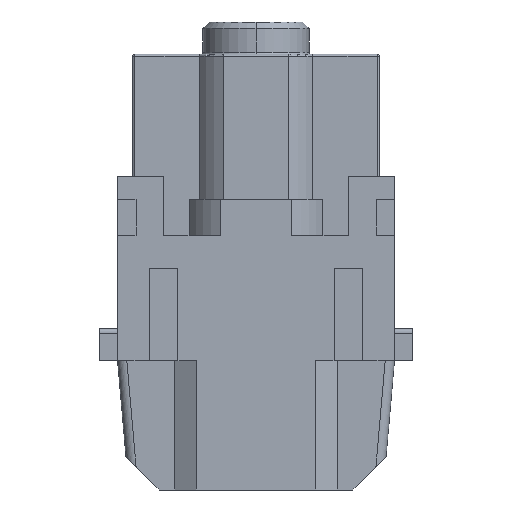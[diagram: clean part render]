
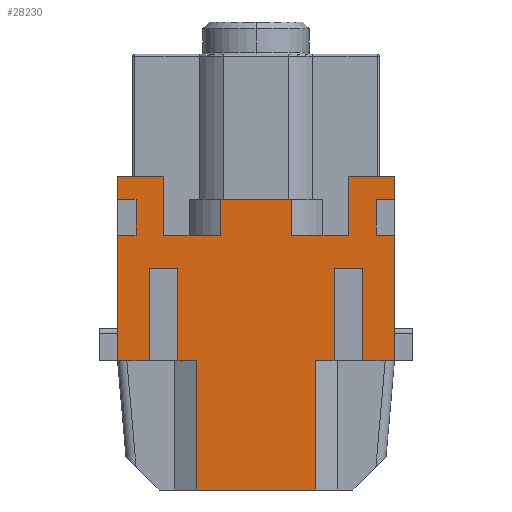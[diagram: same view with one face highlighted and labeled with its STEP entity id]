
A CAD part, left-side view. The second image highlights one B-rep face of the part: STEP entity #28230.
In plain terms, the highlighted planar face has unit normal (-1, 0, 0).
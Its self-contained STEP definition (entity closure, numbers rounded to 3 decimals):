
#3730=CARTESIAN_POINT('',(74.007,76.955,28.15));
#3740=VERTEX_POINT('',#3730);
#3770=CARTESIAN_POINT('',(74.007,76.955,0.));
#3780=DIRECTION('',(0.,0.,-1.));
#3790=VECTOR('',#3780,1.);
#3800=LINE('',#3770,#3790);
#3810=CARTESIAN_POINT('',(74.007,76.955,34.55));
#3820=VERTEX_POINT('',#3810);
#3830=EDGE_CURVE('',#3820,#3740,#3800,.T.);
#4650=CARTESIAN_POINT('',(74.007,73.42,14.55));
#4660=VERTEX_POINT('',#4650);
#4920=CARTESIAN_POINT('',(74.007,81.955,14.55));
#4930=VERTEX_POINT('',#4920);
#4960=CARTESIAN_POINT('',(74.007,0.,14.55));
#4970=DIRECTION('',(0.,1.,0.));
#4980=VECTOR('',#4970,1.);
#4990=LINE('',#4960,#4980);
#5000=CARTESIAN_POINT('',(74.007,78.505,14.55));
#5010=VERTEX_POINT('',#5000);
#5020=EDGE_CURVE('',#5010,#4930,#4990,.T.);
#5240=CARTESIAN_POINT('',(74.007,75.405,14.55));
#5250=VERTEX_POINT('',#5240);
#5280=CARTESIAN_POINT('',(74.007,0.,14.55));
#5290=DIRECTION('',(0.,1.,0.));
#5300=VECTOR('',#5290,1.);
#5310=LINE('',#5280,#5300);
#5320=EDGE_CURVE('',#4660,#5250,#5310,.T.);
#24110=CARTESIAN_POINT('',(74.007,73.42,0.55)
);
#24120=VERTEX_POINT('',#24110);
#24240=CARTESIAN_POINT('',(74.007,73.42,0.));
#24250=DIRECTION('',(0.,0.,1.));
#24260=VECTOR('',#24250,1.);
#24270=LINE('',#24240,#24260);
#24280=EDGE_CURVE('',#24120,#4660,#24270,.T.);
#25940=CARTESIAN_POINT('',(74.007,51.955,0.));
#25950=DIRECTION('',(-1.,0.,0.));
#25960=DIRECTION('',(0.,1.,0.));
#25970=AXIS2_PLACEMENT_3D('',#25940,#25950,#25960);
#25980=PLANE('',#25970);
#25990=CARTESIAN_POINT('',(74.007,0.,0.55));
#26000=DIRECTION('',(0.,1.,0.));
#26010=VECTOR('',#26000,1.);
#26020=LINE('',#25990,#26010);
#26030=CARTESIAN_POINT('',(74.007,60.489,0.55)
);
#26040=VERTEX_POINT('',#26030);
#26050=EDGE_CURVE('',#26040,#24120,#26020,.T.);
#26060=ORIENTED_EDGE('',*,*,#26050,.F.);
#26070=ORIENTED_EDGE('',*,*,#24280,.F.);
#26080=ORIENTED_EDGE('',*,*,#5320,.F.);
#26090=CARTESIAN_POINT('',(74.007,75.405,18.05));
#26100=DIRECTION('',(0.,0.,1.));
#26110=VECTOR('',#26100,1.);
#26120=LINE('',#26090,#26110);
#26130=CARTESIAN_POINT('',(74.007,75.405,24.55));
#26140=VERTEX_POINT('',#26130);
#26150=EDGE_CURVE('',#5250,#26140,#26120,.T.);
#26160=ORIENTED_EDGE('',*,*,#26150,.F.);
#26170=CARTESIAN_POINT('',(74.007,0.,24.55));
#26180=DIRECTION('',(0.,-1.,-0.));
#26190=VECTOR('',#26180,1.);
#26200=LINE('',#26170,#26190);
#26210=CARTESIAN_POINT('',(74.007,78.505,24.55));
#26220=VERTEX_POINT('',#26210);
#26230=EDGE_CURVE('',#26220,#26140,#26200,.T.);
#26240=ORIENTED_EDGE('',*,*,#26230,.T.);
#26250=CARTESIAN_POINT('',(74.007,78.505,24.55));
#26260=DIRECTION('',(0.,0.,-1.));
#26270=VECTOR('',#26260,1.);
#26280=LINE('',#26250,#26270);
#26290=EDGE_CURVE('',#26220,#5010,#26280,.T.);
#26300=ORIENTED_EDGE('',*,*,#26290,.F.);
#26310=ORIENTED_EDGE('',*,*,#5020,.F.);
#26320=CARTESIAN_POINT('',(74.007,81.955,0.));
#26330=DIRECTION('',(0.,0.,-1.));
#26340=VECTOR('',#26330,1.);
#26350=LINE('',#26320,#26340);
#26360=CARTESIAN_POINT('',(74.007,81.955,28.15));
#26370=VERTEX_POINT('',#26360);
#26380=EDGE_CURVE('',#26370,#4930,#26350,.T.);
#26390=ORIENTED_EDGE('',*,*,#26380,.T.);
#26400=CARTESIAN_POINT('',(74.007,0.,28.15));
#26410=DIRECTION('',(0.,1.,0.));
#26420=VECTOR('',#26410,1.);
#26430=LINE('',#26400,#26420);
#26440=CARTESIAN_POINT('',(74.007,79.955,28.15));
#26450=VERTEX_POINT('',#26440);
#26460=EDGE_CURVE('',#26450,#26370,#26430,.T.);
#26470=ORIENTED_EDGE('',*,*,#26460,.T.);
#26480=CARTESIAN_POINT('',(74.007,79.955,0.));
#26490=DIRECTION('',(0.,0.,1.));
#26500=VECTOR('',#26490,1.);
#26510=LINE('',#26480,#26500);
#26520=CARTESIAN_POINT('',(74.007,79.955,32.05));
#26530=VERTEX_POINT('',#26520);
#26540=EDGE_CURVE('',#26450,#26530,#26510,.T.);
#26550=ORIENTED_EDGE('',*,*,#26540,.F.);
#26560=CARTESIAN_POINT('',(74.007,0.,32.05));
#26570=DIRECTION('',(0.,-1.,0.));
#26580=VECTOR('',#26570,1.);
#26590=LINE('',#26560,#26580);
#26600=CARTESIAN_POINT('',(74.007,81.955,32.05));
#26610=VERTEX_POINT('',#26600);
#26620=EDGE_CURVE('',#26610,#26530,#26590,.T.);
#26630=ORIENTED_EDGE('',*,*,#26620,.T.);
#26640=CARTESIAN_POINT('',(74.007,81.955,0.));
#26650=DIRECTION('',(0.,0.,-1.));
#26660=VECTOR('',#26650,1.);
#26670=LINE('',#26640,#26660);
#26680=CARTESIAN_POINT('',(74.007,81.955,34.55));
#26690=VERTEX_POINT('',#26680);
#26700=EDGE_CURVE('',#26690,#26610,#26670,.T.);
#26710=ORIENTED_EDGE('',*,*,#26700,.T.);
#26720=CARTESIAN_POINT('',(74.007,0.,34.55));
#26730=DIRECTION('',(0.,1.,0.));
#26740=VECTOR('',#26730,1.);
#26750=LINE('',#26720,#26740);
#26760=EDGE_CURVE('',#3820,#26690,#26750,.T.);
#26770=ORIENTED_EDGE('',*,*,#26760,.T.);
#26780=ORIENTED_EDGE('',*,*,#3830,.F.);
#26790=CARTESIAN_POINT('',(74.007,0.,28.15));
#26800=DIRECTION('',(0.,1.,0.));
#26810=VECTOR('',#26800,1.);
#26820=LINE('',#26790,#26810);
#26830=CARTESIAN_POINT('',(74.007,70.81,28.15))
;
#26840=VERTEX_POINT('',#26830);
#26850=EDGE_CURVE('',#26840,#3740,#26820,.T.);
#26860=ORIENTED_EDGE('',*,*,#26850,.T.);
#26870=CARTESIAN_POINT('',(74.007,70.81,28.15))
;
#26880=DIRECTION('',(0.,0.,-1.));
#26890=VECTOR('',#26880,1.);
#26900=LINE('',#26870,#26890);
#26910=CARTESIAN_POINT('',(74.007,70.81,32.05));
#26920=VERTEX_POINT('',#26910);
#26930=EDGE_CURVE('',#26920,#26840,#26900,.T.);
#26940=ORIENTED_EDGE('',*,*,#26930,.T.);
#26950=CARTESIAN_POINT('',(74.007,0.,32.05));
#26960=DIRECTION('',(0.,-1.,0.));
#26970=VECTOR('',#26960,1.);
#26980=LINE('',#26950,#26970);
#26990=CARTESIAN_POINT('',(74.007,63.099,32.05));
#27000=VERTEX_POINT('',#26990);
#27010=EDGE_CURVE('',#26920,#27000,#26980,.T.);
#27020=ORIENTED_EDGE('',*,*,#27010,.F.);
#27030=CARTESIAN_POINT('',(74.007,63.099,28.15))
;
#27040=DIRECTION('',(0.,0.,-1.));
#27050=VECTOR('',#27040,1.);
#27060=LINE('',#27030,#27050);
#27070=CARTESIAN_POINT('',(74.007,63.099,28.15))
;
#27080=VERTEX_POINT('',#27070);
#27090=EDGE_CURVE('',#27000,#27080,#27060,.T.);
#27100=ORIENTED_EDGE('',*,*,#27090,.F.);
#27110=CARTESIAN_POINT('',(74.007,0.,28.15));
#27120=DIRECTION('',(0.,1.,0.));
#27130=VECTOR('',#27120,1.);
#27140=LINE('',#27110,#27130);
#27150=CARTESIAN_POINT('',(74.007,56.955,28.15));
#27160=VERTEX_POINT('',#27150);
#27170=EDGE_CURVE('',#27160,#27080,#27140,.T.);
#27180=ORIENTED_EDGE('',*,*,#27170,.T.);
#27190=CARTESIAN_POINT('',(74.007,56.955,0.));
#27200=DIRECTION('',(0.,0.,1.));
#27210=VECTOR('',#27200,1.);
#27220=LINE('',#27190,#27210);
#27230=CARTESIAN_POINT('',(74.007,56.955,34.55));
#27240=VERTEX_POINT('',#27230);
#27250=EDGE_CURVE('',#27160,#27240,#27220,.T.);
#27260=ORIENTED_EDGE('',*,*,#27250,.F.);
#27270=CARTESIAN_POINT('',(74.007,0.,34.55));
#27280=DIRECTION('',(0.,1.,0.));
#27290=VECTOR('',#27280,1.);
#27300=LINE('',#27270,#27290);
#27310=CARTESIAN_POINT('',(74.007,51.955,34.55));
#27320=VERTEX_POINT('',#27310);
#27330=EDGE_CURVE('',#27320,#27240,#27300,.T.);
#27340=ORIENTED_EDGE('',*,*,#27330,.T.);
#27350=CARTESIAN_POINT('',(74.007,51.955,0.));
#27360=DIRECTION('',(0.,0.,-1.));
#27370=VECTOR('',#27360,1.);
#27380=LINE('',#27350,#27370);
#27390=CARTESIAN_POINT('',(74.007,51.955,32.05));
#27400=VERTEX_POINT('',#27390);
#27410=EDGE_CURVE('',#27320,#27400,#27380,.T.);
#27420=ORIENTED_EDGE('',*,*,#27410,.F.);
#27430=CARTESIAN_POINT('',(74.007,0.,32.05));
#27440=DIRECTION('',(0.,-1.,0.));
#27450=VECTOR('',#27440,1.);
#27460=LINE('',#27430,#27450);
#27470=CARTESIAN_POINT('',(74.007,53.955,32.05));
#27480=VERTEX_POINT('',#27470);
#27490=EDGE_CURVE('',#27480,#27400,#27460,.T.);
#27500=ORIENTED_EDGE('',*,*,#27490,.T.);
#27510=CARTESIAN_POINT('',(74.007,53.955,0.));
#27520=DIRECTION('',(0.,0.,-1.));
#27530=VECTOR('',#27520,1.);
#27540=LINE('',#27510,#27530);
#27550=CARTESIAN_POINT('',(74.007,53.955,28.15));
#27560=VERTEX_POINT('',#27550);
#27570=EDGE_CURVE('',#27480,#27560,#27540,.T.);
#27580=ORIENTED_EDGE('',*,*,#27570,.F.);
#27590=CARTESIAN_POINT('',(74.007,0.,28.15));
#27600=DIRECTION('',(0.,1.,0.));
#27610=VECTOR('',#27600,1.);
#27620=LINE('',#27590,#27610);
#27630=CARTESIAN_POINT('',(74.007,51.955,28.15));
#27640=VERTEX_POINT('',#27630);
#27650=EDGE_CURVE('',#27640,#27560,#27620,.T.);
#27660=ORIENTED_EDGE('',*,*,#27650,.T.);
#27670=CARTESIAN_POINT('',(74.007,51.955,0.));
#27680=DIRECTION('',(0.,0.,-1.));
#27690=VECTOR('',#27680,1.);
#27700=LINE('',#27670,#27690);
#27710=CARTESIAN_POINT('',(74.007,51.955,14.55));
#27720=VERTEX_POINT('',#27710);
#27730=EDGE_CURVE('',#27640,#27720,#27700,.T.);
#27740=ORIENTED_EDGE('',*,*,#27730,.F.);
#27750=CARTESIAN_POINT('',(74.007,0.,14.55));
#27760=DIRECTION('',(0.,1.,0.));
#27770=VECTOR('',#27760,1.);
#27780=LINE('',#27750,#27770);
#27790=CARTESIAN_POINT('',(74.007,55.405,14.55));
#27800=VERTEX_POINT('',#27790);
#27810=EDGE_CURVE('',#27720,#27800,#27780,.T.);
#27820=ORIENTED_EDGE('',*,*,#27810,.F.);
#27830=CARTESIAN_POINT('',(74.007,55.405,0.));
#27840=DIRECTION('',(0.,0.,-1.));
#27850=VECTOR('',#27840,1.);
#27860=LINE('',#27830,#27850);
#27870=CARTESIAN_POINT('',(74.007,55.405,24.55));
#27880=VERTEX_POINT('',#27870);
#27890=EDGE_CURVE('',#27880,#27800,#27860,.T.);
#27900=ORIENTED_EDGE('',*,*,#27890,.T.);
#27910=CARTESIAN_POINT('',(74.007,0.,24.55));
#27920=DIRECTION('',(0.,-1.,-0.));
#27930=VECTOR('',#27920,1.);
#27940=LINE('',#27910,#27930);
#27950=CARTESIAN_POINT('',(74.007,58.505,24.55));
#27960=VERTEX_POINT('',#27950);
#27970=EDGE_CURVE('',#27960,#27880,#27940,.T.);
#27980=ORIENTED_EDGE('',*,*,#27970,.T.);
#27990=CARTESIAN_POINT('',(74.007,58.505,24.55));
#28000=DIRECTION('',(0.,0.,-1.));
#28010=VECTOR('',#28000,1.);
#28020=LINE('',#27990,#28010);
#28030=CARTESIAN_POINT('',(74.007,58.505,14.55));
#28040=VERTEX_POINT('',#28030);
#28050=EDGE_CURVE('',#27960,#28040,#28020,.T.);
#28060=ORIENTED_EDGE('',*,*,#28050,.F.);
#28070=CARTESIAN_POINT('',(74.007,0.,14.55));
#28080=DIRECTION('',(0.,1.,0.));
#28090=VECTOR('',#28080,1.);
#28100=LINE('',#28070,#28090);
#28110=CARTESIAN_POINT('',(74.007,60.489,14.55));
#28120=VERTEX_POINT('',#28110);
#28130=EDGE_CURVE('',#28040,#28120,#28100,.T.);
#28140=ORIENTED_EDGE('',*,*,#28130,.F.);
#28150=CARTESIAN_POINT('',(74.007,60.489,0.));
#28160=DIRECTION('',(0.,0.,-1.));
#28170=VECTOR('',#28160,1.);
#28180=LINE('',#28150,#28170);
#28190=EDGE_CURVE('',#28120,#26040,#28180,.T.);
#28200=ORIENTED_EDGE('',*,*,#28190,.F.);
#28210=EDGE_LOOP('',(#28200,#28140,#28060,#27980,#27900,#27820,#27740,
#27660,#27580,#27500,#27420,#27340,#27260,#27180,#27100,#27020,#26940,
#26860,#26780,#26770,#26710,#26630,#26550,#26470,#26390,#26310,#26300,
#26240,#26160,#26080,#26070,#26060));
#28220=FACE_OUTER_BOUND('',#28210,.T.);
#28230=ADVANCED_FACE('',(#28220),#25980,.T.);
